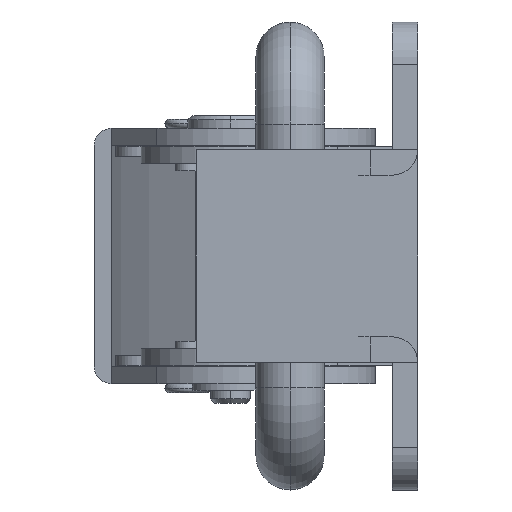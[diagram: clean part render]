
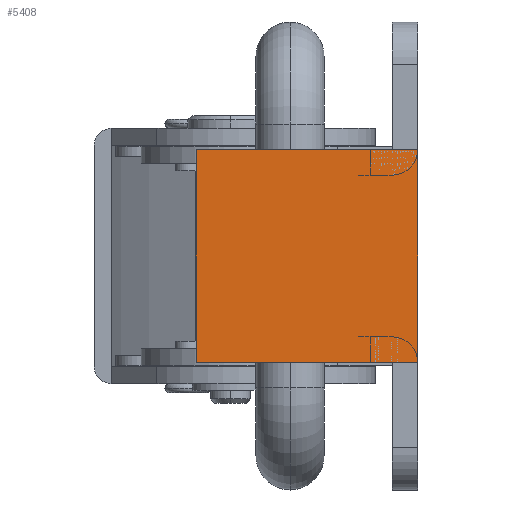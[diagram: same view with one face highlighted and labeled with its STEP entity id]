
A CAD part, left-side view. The second image highlights one B-rep face of the part: STEP entity #5408.
In plain terms, the highlighted planar face has unit normal (-1, 0, 0).
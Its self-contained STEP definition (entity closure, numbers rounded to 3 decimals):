
#790 = ORIENTED_EDGE ( 'NONE', *, *, #5390, .T. ) ;
#842 = ORIENTED_EDGE ( 'NONE', *, *, #5376, .F. ) ;
#892 = ORIENTED_EDGE ( 'NONE', *, *, #5388, .F. ) ;
#998 = ORIENTED_EDGE ( 'NONE', *, *, #5381, .T. ) ;
#1166 = CARTESIAN_POINT ( 'NONE',  ( -17.5, 0., 12.5 ) ) ;
#1202 = CARTESIAN_POINT ( 'NONE',  ( -17.5, 0., -12.5 ) ) ;
#1211 = CARTESIAN_POINT ( 'NONE',  ( -17.5, 26., 12.5 ) ) ;
#1213 = CARTESIAN_POINT ( 'NONE',  ( -17.5, 26., -12.5 ) ) ;
#2559 = DIRECTION ( 'NONE',  ( 0., 0., 1. ) ) ;
#2560 = CARTESIAN_POINT ( 'NONE',  ( -17.5, 26., -12.5 ) ) ;
#2773 = VECTOR ( 'NONE', #4937, 1000. ) ;
#2779 = VECTOR ( 'NONE', #4984, 1000. ) ;
#2788 = VECTOR ( 'NONE', #2559, 1000. ) ;
#2791 = VECTOR ( 'NONE', #6960, 1000. ) ;
#2803 = AXIS2_PLACEMENT_3D ( 'NONE', #6998, #6999, #7000 ) ;
#3279 = EDGE_LOOP ( 'NONE', ( #790, #842, #892, #998 ) ) ;
#4937 = DIRECTION ( 'NONE',  ( 0., -1., 0. ) ) ;
#4945 = CARTESIAN_POINT ( 'NONE',  ( -17.5, 0., 12.5 ) ) ;
#4984 = DIRECTION ( 'NONE',  ( 0., -1., 0. ) ) ;
#4992 = CARTESIAN_POINT ( 'NONE',  ( -17.5, 0., -12.5 ) ) ;
#5376 = EDGE_CURVE ( 'NONE', #7822, #7777, #5694, .T. ) ;
#5381 = EDGE_CURVE ( 'NONE', #7824, #7813, #5701, .T. ) ;
#5388 = EDGE_CURVE ( 'NONE', #7824, #7822, #5709, .T. ) ;
#5390 = EDGE_CURVE ( 'NONE', #7813, #7777, #5708, .T. ) ;
#5408 = ADVANCED_FACE ( 'NONE', ( #5724 ), #6997, .T. ) ;
#5694 = LINE ( 'NONE', #4945, #2773 ) ;
#5701 = LINE ( 'NONE', #4992, #2779 ) ;
#5708 = LINE ( 'NONE', #6959, #2791 ) ;
#5709 = LINE ( 'NONE', #2560, #2788 ) ;
#5724 = FACE_OUTER_BOUND ( 'NONE', #3279, .T. ) ;
#6959 = CARTESIAN_POINT ( 'NONE',  ( -17.5, 0., -12.5 ) ) ;
#6960 = DIRECTION ( 'NONE',  ( 0., 0., 1. ) ) ;
#6997 = PLANE ( 'NONE',  #2803 ) ;
#6998 = CARTESIAN_POINT ( 'NONE',  ( -17.5, 0., -12.5 ) ) ;
#6999 = DIRECTION ( 'NONE',  ( -1., 0., 0. ) ) ;
#7000 = DIRECTION ( 'NONE',  ( 0., 0., 1. ) ) ;
#7777 = VERTEX_POINT ( 'NONE', #1166 ) ;
#7813 = VERTEX_POINT ( 'NONE', #1202 ) ;
#7822 = VERTEX_POINT ( 'NONE', #1211 ) ;
#7824 = VERTEX_POINT ( 'NONE', #1213 ) ;
